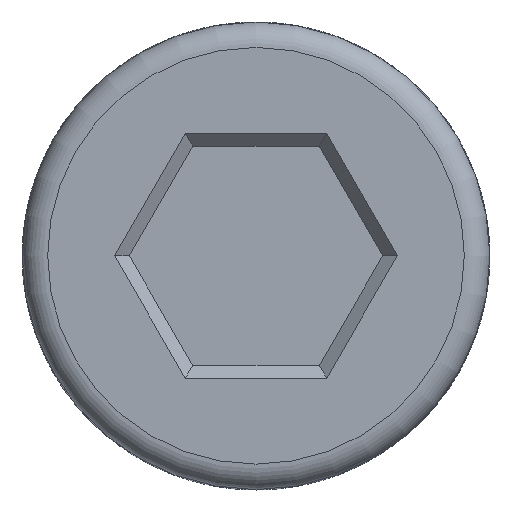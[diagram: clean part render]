
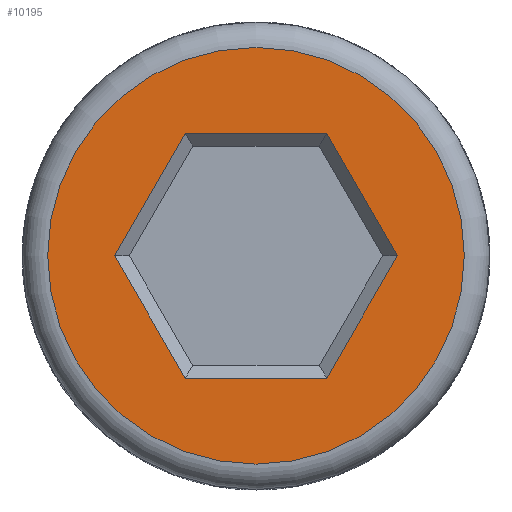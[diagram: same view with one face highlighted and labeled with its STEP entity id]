
A CAD part, top view. The second image highlights one B-rep face of the part: STEP entity #10195.
In plain terms, the highlighted planar face has unit normal (0, 0, 1).
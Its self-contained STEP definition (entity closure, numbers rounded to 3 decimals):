
#21=PLANE('',#11027);
#635=FACE_BOUND('',#1433,.T.);
#728=FACE_OUTER_BOUND('',#1432,.T.);
#1432=EDGE_LOOP('',(#7960));
#1433=EDGE_LOOP('',(#7961,#7962,#7963,#7964,#7965,#7966));
#2161=CIRCLE('',#11025,2.45);
#2610=LINE('',#20417,#3722);
#2611=LINE('',#20419,#3723);
#2612=LINE('',#20421,#3724);
#2613=LINE('',#20423,#3725);
#2614=LINE('',#20425,#3726);
#2615=LINE('',#20426,#3727);
#3722=VECTOR('',#12435,10.);
#3723=VECTOR('',#12436,10.);
#3724=VECTOR('',#12437,10.);
#3725=VECTOR('',#12438,10.);
#3726=VECTOR('',#12439,10.);
#3727=VECTOR('',#12440,10.);
#5125=VERTEX_POINT('',#20411);
#5126=VERTEX_POINT('',#20415);
#5127=VERTEX_POINT('',#20416);
#5128=VERTEX_POINT('',#20418);
#5129=VERTEX_POINT('',#20420);
#5130=VERTEX_POINT('',#20422);
#5131=VERTEX_POINT('',#20424);
#6205=EDGE_CURVE('',#5125,#5125,#2161,.T.);
#6207=EDGE_CURVE('',#5126,#5127,#2610,.T.);
#6208=EDGE_CURVE('',#5128,#5126,#2611,.T.);
#6209=EDGE_CURVE('',#5129,#5128,#2612,.T.);
#6210=EDGE_CURVE('',#5130,#5129,#2613,.T.);
#6211=EDGE_CURVE('',#5131,#5130,#2614,.T.);
#6212=EDGE_CURVE('',#5127,#5131,#2615,.T.);
#7960=ORIENTED_EDGE('',*,*,#6205,.F.);
#7961=ORIENTED_EDGE('',*,*,#6207,.F.);
#7962=ORIENTED_EDGE('',*,*,#6208,.F.);
#7963=ORIENTED_EDGE('',*,*,#6209,.F.);
#7964=ORIENTED_EDGE('',*,*,#6210,.F.);
#7965=ORIENTED_EDGE('',*,*,#6211,.F.);
#7966=ORIENTED_EDGE('',*,*,#6212,.F.);
#10195=ADVANCED_FACE('',(#728,#635),#21,.T.);
#11025=AXIS2_PLACEMENT_3D('',#20412,#12429,#12430);
#11027=AXIS2_PLACEMENT_3D('',#20414,#12433,#12434);
#12429=DIRECTION('center_axis',(0.,0.,-1.));
#12430=DIRECTION('ref_axis',(1.,0.,0.));
#12433=DIRECTION('center_axis',(0.,0.,1.));
#12434=DIRECTION('ref_axis',(1.,0.,0.));
#12435=DIRECTION('',(-0.5,0.866,0.));
#12436=DIRECTION('',(0.5,0.866,0.));
#12437=DIRECTION('',(1.,0.,0.));
#12438=DIRECTION('',(0.5,-0.866,0.));
#12439=DIRECTION('',(-0.5,-0.866,0.));
#12440=DIRECTION('',(-1.,0.,0.));
#20411=CARTESIAN_POINT('',(-2.45,0.,2.8));
#20412=CARTESIAN_POINT('Origin',(0.,0.,2.8));
#20414=CARTESIAN_POINT('Origin',(0.,0.,2.8));
#20415=CARTESIAN_POINT('',(1.663,0.,2.8));
#20416=CARTESIAN_POINT('',(0.831,1.44,2.8));
#20417=CARTESIAN_POINT('',(1.061,1.043,2.8));
#20418=CARTESIAN_POINT('',(0.831,-1.44,2.8));
#20419=CARTESIAN_POINT('',(1.433,-0.398,2.8));
#20420=CARTESIAN_POINT('',(-0.831,-1.44,2.8));
#20421=CARTESIAN_POINT('',(0.372,-1.44,2.8));
#20422=CARTESIAN_POINT('',(-1.663,0.,2.8));
#20423=CARTESIAN_POINT('',(-1.061,-1.043,2.8));
#20424=CARTESIAN_POINT('',(-0.831,1.44,2.8));
#20425=CARTESIAN_POINT('',(-1.433,0.398,2.8));
#20426=CARTESIAN_POINT('',(-0.372,1.44,2.8));
